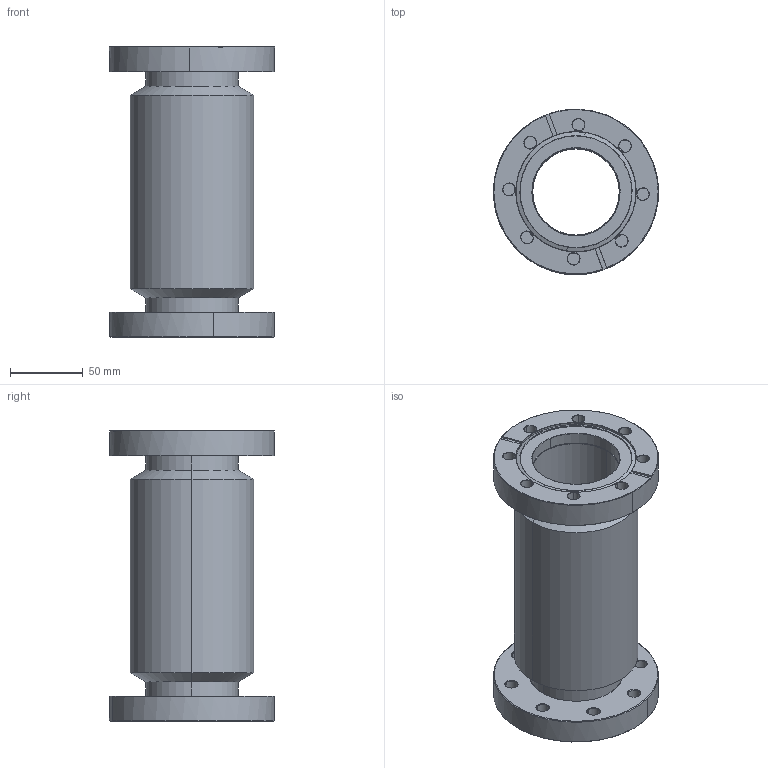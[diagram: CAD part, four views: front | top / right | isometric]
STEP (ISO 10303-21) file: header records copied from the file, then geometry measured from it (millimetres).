
FILE_DESCRIPTION (( 'STEP AP214' ), '1' );
FILE_NAME ('Hositrad_FLX63-200.STEP', '2017-05-24T12:24:24', ( 'Gebruiker' ), ( '' ), 'SwSTEP 2.0', 'SolidWorks 2017', '' );
FILE_SCHEMA (( 'AUTOMOTIVE_DESIGN' ));
Length unit declared in the file: millimetre
Products named in the file (6): Hositrad_FLX63-200; NW63CF-weld_Tube63.5; CF63-64-R; CF63-64-R-innerring; CF63-R-outerring; CF-Hydraulically-Formed-Flexible-Coupling-All-to 500_FLX63-200
Assembly tree (5 placements, depth 3):
  Hositrad_FLX63-200
    CF-Hydraulically-Formed-Flexible-Coupling-All-to 500_FLX63-200
    CF63-64-R
      CF63-R-outerring
      CF63-64-R-innerring
    NW63CF-weld_Tube63.5
Bounding box: 113.5 x 113.49 x 200 mm (x, y, z)
Volume: 638839.1 mm3; surface area: 145327.5 mm2
Topology: 4 solids, 4 shells, 194 faces, 446 edges, 263 vertices
Faces by surface type: cone 105, cylinder 62, plane 27
Entity records: 5805 total; most frequent: DIRECTION 1081, CARTESIAN_POINT 948, ORIENTED_EDGE 892, EDGE_CURVE 446, AXIS2_PLACEMENT_3D 444, VERTEX_POINT 263, CIRCLE 241, EDGE_LOOP 237
